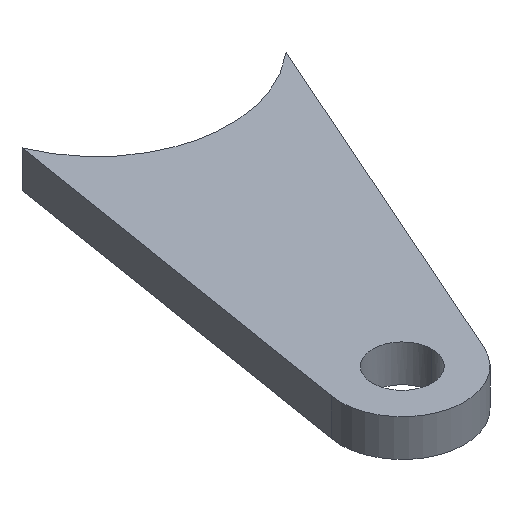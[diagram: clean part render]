
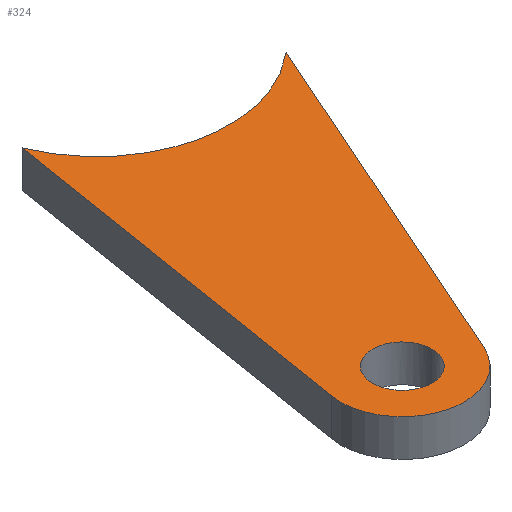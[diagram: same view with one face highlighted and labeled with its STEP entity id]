
A CAD part, isometric view. The second image highlights one B-rep face of the part: STEP entity #324.
In plain terms, the highlighted planar face has unit normal (0, 0, 1).
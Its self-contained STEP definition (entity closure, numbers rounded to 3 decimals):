
#70=CARTESIAN_POINT('Vertex',(6.129,-2.707,14.)) ;
#73=CARTESIAN_POINT('Axis2P3D Location',(0.,0.,14.)) ;
#77=CARTESIAN_POINT('Vertex',(-6.613,1.075,14.)) ;
#103=CARTESIAN_POINT('Vertex',(-0.132,40.938,14.)) ;
#111=CARTESIAN_POINT('Line Origine',(-3.372,21.007,14.)) ;
#137=CARTESIAN_POINT('Control Point',(-0.132,40.938,14.)) ;
#138=CARTESIAN_POINT('Control Point',(1.04,38.125,14.)) ;
#139=CARTESIAN_POINT('Control Point',(2.949,35.61,14.)) ;
#140=CARTESIAN_POINT('Control Point',(5.526,33.751,14.)) ;
#141=CARTESIAN_POINT('Control Point',(8.395,32.724,14.)) ;
#142=CARTESIAN_POINT('Vertex',(8.395,32.724,14.)) ;
#220=CARTESIAN_POINT('Line Origine',(14.589,16.447,14.)) ;
#224=CARTESIAN_POINT('Vertex',(23.049,35.6,14.)) ;
#256=CARTESIAN_POINT('Control Point',(23.049,35.6,14.)) ;
#257=CARTESIAN_POINT('Control Point',(20.669,33.568,14.)) ;
#258=CARTESIAN_POINT('Control Point',(17.798,32.114,14.)) ;
#259=CARTESIAN_POINT('Control Point',(14.581,31.426,14.)) ;
#260=CARTESIAN_POINT('Control Point',(11.341,31.669,14.)) ;
#261=CARTESIAN_POINT('Control Point',(8.395,32.724,14.)) ;
#270=CARTESIAN_POINT('Axis2P3D Location',(0.,0.,14.)) ;
#283=CARTESIAN_POINT('Control Point',(-3.2,0.,14.)) ;
#284=CARTESIAN_POINT('Control Point',(-3.2,-0.503,14.)) ;
#285=CARTESIAN_POINT('Control Point',(-3.101,-1.005,14.)) ;
#286=CARTESIAN_POINT('Control Point',(-2.904,-1.482,14.)) ;
#287=CARTESIAN_POINT('Control Point',(-2.333,-2.333,14.)) ;
#288=CARTESIAN_POINT('Control Point',(-1.482,-2.904,14.)) ;
#289=CARTESIAN_POINT('Control Point',(-1.005,-3.101,14.)) ;
#290=CARTESIAN_POINT('Control Point',(0.,-3.299,14.)) ;
#291=CARTESIAN_POINT('Control Point',(1.005,-3.101,14.)) ;
#292=CARTESIAN_POINT('Control Point',(1.482,-2.904,14.)) ;
#293=CARTESIAN_POINT('Control Point',(2.333,-2.333,14.)) ;
#294=CARTESIAN_POINT('Control Point',(2.904,-1.482,14.)) ;
#295=CARTESIAN_POINT('Control Point',(3.101,-1.005,14.)) ;
#296=CARTESIAN_POINT('Control Point',(3.2,-0.503,14.)) ;
#297=CARTESIAN_POINT('Control Point',(3.2,0.,14.)) ;
#298=CARTESIAN_POINT('Vertex',(-3.2,0.,14.)) ;
#300=CARTESIAN_POINT('Vertex',(3.2,0.,14.)) ;
#304=CARTESIAN_POINT('Control Point',(3.2,0.,14.)) ;
#305=CARTESIAN_POINT('Control Point',(3.2,0.503,14.)) ;
#306=CARTESIAN_POINT('Control Point',(3.101,1.005,14.)) ;
#307=CARTESIAN_POINT('Control Point',(2.904,1.482,14.)) ;
#308=CARTESIAN_POINT('Control Point',(2.333,2.333,14.)) ;
#309=CARTESIAN_POINT('Control Point',(1.482,2.904,14.)) ;
#310=CARTESIAN_POINT('Control Point',(1.005,3.101,14.)) ;
#311=CARTESIAN_POINT('Control Point',(0.,3.299,14.)) ;
#312=CARTESIAN_POINT('Control Point',(-1.005,3.101,14.)) ;
#313=CARTESIAN_POINT('Control Point',(-1.482,2.904,14.)) ;
#314=CARTESIAN_POINT('Control Point',(-2.333,2.333,14.)) ;
#315=CARTESIAN_POINT('Control Point',(-2.904,1.482,14.)) ;
#316=CARTESIAN_POINT('Control Point',(-3.101,1.005,14.)) ;
#317=CARTESIAN_POINT('Control Point',(-3.2,0.503,14.)) ;
#318=CARTESIAN_POINT('Control Point',(-3.2,0.,14.)) ;
#74=DIRECTION('Axis2P3D Direction',(0.,0.,1.)) ;
#112=DIRECTION('Vector Direction',(-0.16,-0.987,0.)) ;
#221=DIRECTION('Vector Direction',(0.404,0.915,0.)) ;
#271=DIRECTION('Axis2P3D Direction',(0.,0.,1.)) ;
#272=DIRECTION('Axis2P3D XDirection',(1.,0.,0.)) ;
#75=AXIS2_PLACEMENT_3D('Circle Axis2P3D',#73,#74,$) ;
#273=AXIS2_PLACEMENT_3D('Plane Axis2P3D',#270,#271,#272) ;
#276=ORIENTED_EDGE('',*,*,#262,.T.) ;
#277=ORIENTED_EDGE('',*,*,#144,.F.) ;
#278=ORIENTED_EDGE('',*,*,#115,.T.) ;
#279=ORIENTED_EDGE('',*,*,#79,.T.) ;
#280=ORIENTED_EDGE('',*,*,#226,.T.) ;
#321=ORIENTED_EDGE('',*,*,#302,.F.) ;
#322=ORIENTED_EDGE('',*,*,#319,.F.) ;
#323=FACE_BOUND('',#320,.T.) ;
#113=VECTOR('Line Direction',#112,1.) ;
#222=VECTOR('Line Direction',#221,1.) ;
#324=ADVANCED_FACE('Corps principal',(#281,#323),#274,.T.) ;
#136=B_SPLINE_CURVE_WITH_KNOTS('',4,(#137,#138,#139,#140,#141),.UNSPECIFIED.,.F.,.U.,(5,5),(0.,21.115),.UNSPECIFIED.) ;
#255=B_SPLINE_CURVE_WITH_KNOTS('',5,(#256,#257,#258,#259,#260,#261),.UNSPECIFIED.,.F.,.U.,(6,6),(0.,27.1),.UNSPECIFIED.) ;
#282=B_SPLINE_CURVE_WITH_KNOTS('',5,(#283,#284,#285,#286,#287,#288,#289,#290,#291,#292,#293,#294,#295,#296,#297),.UNSPECIFIED.,.F.,.U.,(6,3,3,3,6),(10.053,12.566,15.08,17.593,20.106),.UNSPECIFIED.) ;
#303=B_SPLINE_CURVE_WITH_KNOTS('',5,(#304,#305,#306,#307,#308,#309,#310,#311,#312,#313,#314,#315,#316,#317,#318),.UNSPECIFIED.,.F.,.U.,(6,3,3,3,6),(0.,2.513,5.027,7.54,10.053),.UNSPECIFIED.) ;
#76=CIRCLE('generated circle',#75,6.7) ;
#79=EDGE_CURVE('',#78,#71,#76,.T.) ;
#115=EDGE_CURVE('',#104,#78,#114,.T.) ;
#144=EDGE_CURVE('',#104,#143,#136,.T.) ;
#226=EDGE_CURVE('',#71,#225,#223,.T.) ;
#262=EDGE_CURVE('',#225,#143,#255,.T.) ;
#302=EDGE_CURVE('',#299,#301,#282,.T.) ;
#319=EDGE_CURVE('',#301,#299,#303,.T.) ;
#275=EDGE_LOOP('',(#276,#277,#278,#279,#280)) ;
#320=EDGE_LOOP('',(#321,#322)) ;
#281=FACE_OUTER_BOUND('',#275,.T.) ;
#114=LINE('Line',#111,#113) ;
#223=LINE('Line',#220,#222) ;
#274=PLANE('Plane',#273) ;
#71=VERTEX_POINT('',#70) ;
#78=VERTEX_POINT('',#77) ;
#104=VERTEX_POINT('',#103) ;
#143=VERTEX_POINT('',#142) ;
#225=VERTEX_POINT('',#224) ;
#299=VERTEX_POINT('',#298) ;
#301=VERTEX_POINT('',#300) ;
